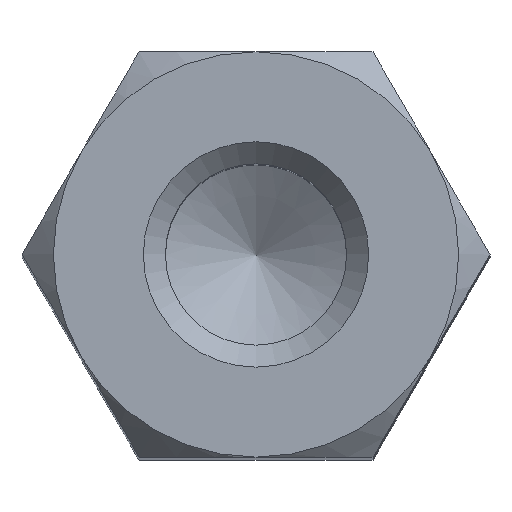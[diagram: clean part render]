
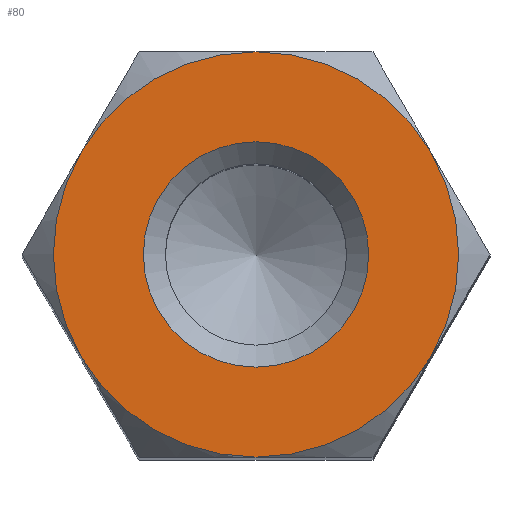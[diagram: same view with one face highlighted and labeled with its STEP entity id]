
A CAD part, top view. The second image highlights one B-rep face of the part: STEP entity #80.
In plain terms, the highlighted planar face has unit normal (0, 0, 1).
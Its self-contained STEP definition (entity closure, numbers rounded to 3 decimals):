
#80 = ADVANCED_FACE( '', ( #173, #174 ), #175, .F. );
#173 = FACE_BOUND( '', #274, .T. );
#174 = FACE_OUTER_BOUND( '', #275, .T. );
#175 = PLANE( '', #276 );
#274 = EDGE_LOOP( '', ( #422 ) );
#275 = EDGE_LOOP( '', ( #423, #424, #425, #426, #427, #428 ) );
#276 = AXIS2_PLACEMENT_3D( '', #429, #430, #431 );
#422 = ORIENTED_EDGE( '', *, *, #584, .T. );
#423 = ORIENTED_EDGE( '', *, *, #575, .T. );
#424 = ORIENTED_EDGE( '', *, *, #543, .T. );
#425 = ORIENTED_EDGE( '', *, *, #586, .T. );
#426 = ORIENTED_EDGE( '', *, *, #587, .T. );
#427 = ORIENTED_EDGE( '', *, *, #572, .T. );
#428 = ORIENTED_EDGE( '', *, *, #588, .T. );
#429 = CARTESIAN_POINT( '', ( 0., 0., 12. ) );
#430 = DIRECTION( '', ( 0., 0., -1. ) );
#431 = DIRECTION( '', ( -1., 0., 0. ) );
#543 = EDGE_CURVE( '', #631, #628, #632, .F. );
#572 = EDGE_CURVE( '', #620, #675, #676, .F. );
#575 = EDGE_CURVE( '', #679, #631, #680, .F. );
#584 = EDGE_CURVE( '', #692, #692, #693, .T. );
#586 = EDGE_CURVE( '', #628, #665, #695, .F. );
#587 = EDGE_CURVE( '', #665, #620, #696, .F. );
#588 = EDGE_CURVE( '', #675, #679, #697, .T. );
#620 = VERTEX_POINT( '', #738 );
#628 = VERTEX_POINT( '', #764 );
#631 = VERTEX_POINT( '', #774 );
#632 = CIRCLE( '', #775, 2.75 );
#665 = VERTEX_POINT( '', #846 );
#675 = VERTEX_POINT( '', #869 );
#676 = CIRCLE( '', #870, 2.75 );
#679 = VERTEX_POINT( '', #880 );
#680 = CIRCLE( '', #881, 2.75 );
#692 = VERTEX_POINT( '', #919 );
#693 = CIRCLE( '', #920, 1.53 );
#695 = CIRCLE( '', #922, 2.75 );
#696 = CIRCLE( '', #923, 2.75 );
#697 = CIRCLE( '', #924, 2.75 );
#738 = CARTESIAN_POINT( '', ( 2.382, 1.375, 12. ) );
#764 = CARTESIAN_POINT( '', ( 0., -2.75, 12. ) );
#774 = CARTESIAN_POINT( '', ( -2.382, -1.375, 12. ) );
#775 = AXIS2_PLACEMENT_3D( '', #994, #995, #996 );
#846 = CARTESIAN_POINT( '', ( 2.382, -1.375, 12. ) );
#869 = CARTESIAN_POINT( '', ( 0., 2.75, 12. ) );
#870 = AXIS2_PLACEMENT_3D( '', #1025, #1026, #1027 );
#880 = CARTESIAN_POINT( '', ( -2.382, 1.375, 12. ) );
#881 = AXIS2_PLACEMENT_3D( '', #1028, #1029, #1030 );
#919 = CARTESIAN_POINT( '', ( 0., 1.53, 12. ) );
#920 = AXIS2_PLACEMENT_3D( '', #1033, #1034, #1035 );
#922 = AXIS2_PLACEMENT_3D( '', #1036, #1037, #1038 );
#923 = AXIS2_PLACEMENT_3D( '', #1039, #1040, #1041 );
#924 = AXIS2_PLACEMENT_3D( '', #1042, #1043, #1044 );
#994 = CARTESIAN_POINT( '', ( 0., 0., 12. ) );
#995 = DIRECTION( '', ( 0., 0., -1. ) );
#996 = DIRECTION( '', ( -1., 0., 0. ) );
#1025 = CARTESIAN_POINT( '', ( 0., 0., 12. ) );
#1026 = DIRECTION( '', ( 0., 0., -1. ) );
#1027 = DIRECTION( '', ( -1., 0., 0. ) );
#1028 = CARTESIAN_POINT( '', ( 0., 0., 12. ) );
#1029 = DIRECTION( '', ( 0., 0., -1. ) );
#1030 = DIRECTION( '', ( -1., 0., 0. ) );
#1033 = CARTESIAN_POINT( '', ( 0., 0., 12. ) );
#1034 = DIRECTION( '', ( 0., 0., -1. ) );
#1035 = DIRECTION( '', ( 0., 1., 0. ) );
#1036 = CARTESIAN_POINT( '', ( 0., 0., 12. ) );
#1037 = DIRECTION( '', ( 0., 0., -1. ) );
#1038 = DIRECTION( '', ( -1., 0., 0. ) );
#1039 = CARTESIAN_POINT( '', ( 0., 0., 12. ) );
#1040 = DIRECTION( '', ( 0., 0., -1. ) );
#1041 = DIRECTION( '', ( -1., 0., 0. ) );
#1042 = CARTESIAN_POINT( '', ( 0., 0., 12. ) );
#1043 = DIRECTION( '', ( 0., 0., 1. ) );
#1044 = DIRECTION( '', ( 1., 0., 0. ) );
